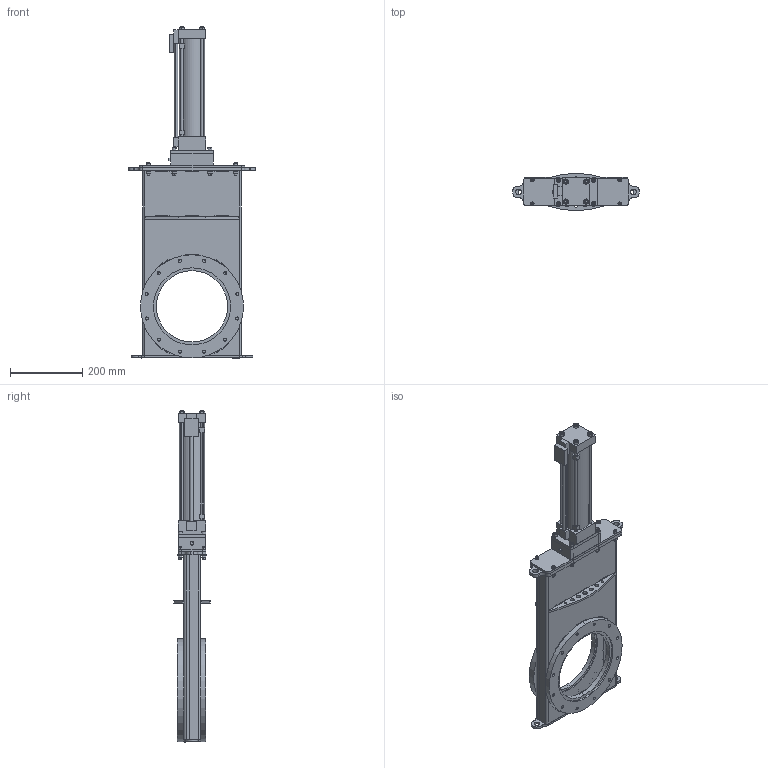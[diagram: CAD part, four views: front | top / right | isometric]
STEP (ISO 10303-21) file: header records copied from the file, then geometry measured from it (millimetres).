
FILE_DESCRIPTION (( 'STEP AP203' ), '1' );
FILE_NAME ('116212-01S.STEP', '2014-09-22T18:14:07', ( '' ), ( '' ), 'SwSTEP 2.0', 'SolidWorks 2014', '' );
FILE_SCHEMA (( 'CONFIG_CONTROL_DESIGN' ));
Length unit declared in the file: inch
Products named in the file (1): 116212-01S
Bounding box: 349.25 x 101 x 917.98 mm (x, y, z)
Surface area: 922509.6 mm2 (no closed solid volume)
Topology: 0 solids, 67 shells, 624 faces, 1967 edges, 1398 vertices
Faces by surface type: plane 318, cylinder 206, cone 100
Entity records: 23026 total; most frequent: CARTESIAN_POINT 5452, DIRECTION 3727, ORIENTED_EDGE 3120, EDGE_CURVE 1959, VERTEX_POINT 1398, AXIS2_PLACEMENT_3D 1353, LINE 1021, VECTOR 1021
